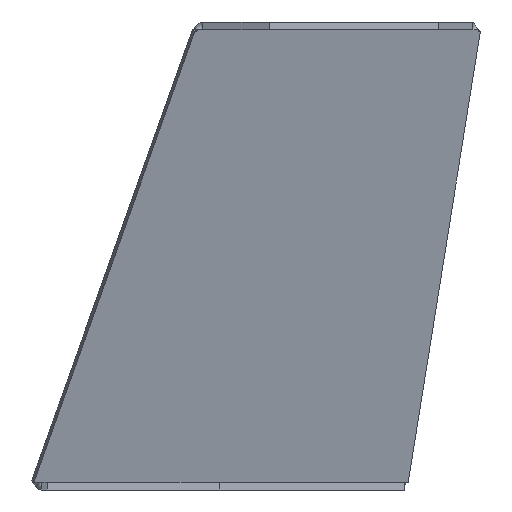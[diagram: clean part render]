
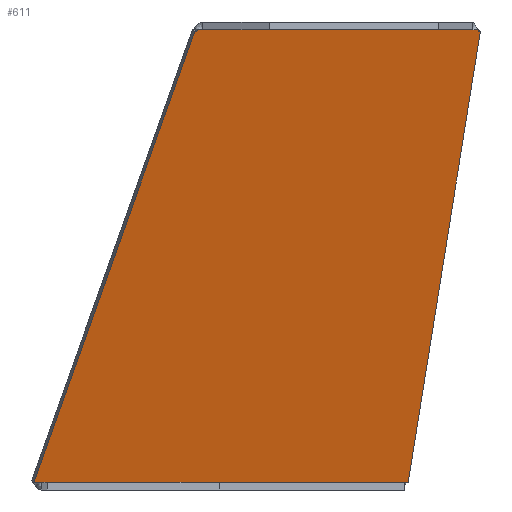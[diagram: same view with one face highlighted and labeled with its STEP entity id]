
A CAD part, left-side view. The second image highlights one B-rep face of the part: STEP entity #611.
In plain terms, the highlighted planar face has unit normal (-0.913, -0.292, -0.285).
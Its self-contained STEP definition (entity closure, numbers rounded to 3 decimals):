
#45=DIRECTION('',(-0.305,0.952,0.));
#46=VECTOR('',#45,5.3);
#47=CARTESIAN_POINT('',(-4.224,-8.803,5.));
#48=LINE('',#47,#46);
#53=DIRECTION('',(-0.272,-0.087,0.958));
#54=VECTOR('',#53,1.489);
#55=CARTESIAN_POINT('',(-4.995,-294.507,299.853));
#56=LINE('',#55,#54);
#57=DIRECTION('',(0.305,-0.952,0.));
#58=VECTOR('',#57,1.489);
#59=CARTESIAN_POINT('',(-4.995,-294.507,299.853));
#60=LINE('',#59,#58);
#61=DIRECTION('',(0.25,0.153,-0.956));
#62=VECTOR('',#61,308.396);
#63=CARTESIAN_POINT('',(-4.541,-295.925,299.853));
#64=LINE('',#63,#62);
#65=DIRECTION('',(-0.305,0.952,0.));
#66=VECTOR('',#65,2.614);
#67=CARTESIAN_POINT('',(72.517,-248.687,5.));
#68=LINE('',#67,#66);
#69=DIRECTION('',(-0.184,-0.33,0.926));
#70=VECTOR('',#69,318.497);
#71=CARTESIAN_POINT('',(-5.839,-3.754,5.));
#72=LINE('',#71,#70);
#73=DIRECTION('',(0.305,-0.952,0.));
#74=VECTOR('',#73,1.489);
#75=CARTESIAN_POINT('',(-64.335,-109.016,299.853));
#76=LINE('',#75,#74);
#77=DIRECTION('',(0.272,0.087,-0.958));
#78=VECTOR('',#77,1.489);
#79=CARTESIAN_POINT('',(-64.286,-110.564,301.28));
#80=LINE('',#79,#78);
#81=DIRECTION('',(-0.305,0.952,0.));
#82=VECTOR('',#81,3.728);
#83=CARTESIAN_POINT('',(-63.15,-114.115,301.28));
#84=LINE('',#83,#82);
#85=DIRECTION('',(-0.305,0.952,0.));
#86=VECTOR('',#85,3.728);
#87=CARTESIAN_POINT('',(-5.399,-294.637,301.28));
#88=LINE('',#87,#86);
#137=DIRECTION('',(-0.305,0.952,0.));
#138=VECTOR('',#137,185.806);
#139=CARTESIAN_POINT('',(-6.535,-291.086,301.28));
#140=LINE('',#139,#138);
#287=DIRECTION('',(-0.305,0.952,0.));
#288=VECTOR('',#287,249.246);
#289=CARTESIAN_POINT('',(71.721,-246.197,5.));
#290=LINE('',#289,#288);
#401=CARTESIAN_POINT('',(-5.839,-3.754,5.));
#402=CARTESIAN_POINT('',(-64.335,-109.016,299.853));
#403=VERTEX_POINT('',#401);
#404=VERTEX_POINT('',#402);
#405=CARTESIAN_POINT('',(-4.541,-295.925,299.853));
#406=CARTESIAN_POINT('',(72.517,-248.687,5.));
#407=VERTEX_POINT('',#405);
#408=VERTEX_POINT('',#406);
#409=CARTESIAN_POINT('',(-4.224,-8.803,5.));
#410=VERTEX_POINT('',#409);
#411=CARTESIAN_POINT('',(71.721,-246.197,5.));
#412=VERTEX_POINT('',#411);
#415=CARTESIAN_POINT('',(-4.995,-294.507,299.853));
#416=VERTEX_POINT('',#415);
#419=CARTESIAN_POINT('',(-63.882,-110.434,299.853));
#420=VERTEX_POINT('',#419);
#431=CARTESIAN_POINT('',(-63.15,-114.115,301.28));
#433=VERTEX_POINT('',#431);
#437=CARTESIAN_POINT('',(-6.535,-291.086,301.28));
#438=VERTEX_POINT('',#437);
#439=CARTESIAN_POINT('',(-64.286,-110.564,301.28));
#440=VERTEX_POINT('',#439);
#441=CARTESIAN_POINT('',(-5.399,-294.637,301.28));
#442=VERTEX_POINT('',#441);
#581=CARTESIAN_POINT('',(-4.564,-1.46,
-1.427));
#582=DIRECTION('',(0.913,0.292,0.285));
#583=DIRECTION('',(-0.305,0.952,0.));
#584=AXIS2_PLACEMENT_3D('',#581,#582,#583);
#585=PLANE('',#584);
#587=ORIENTED_EDGE('',*,*,#586,.F.);
#589=ORIENTED_EDGE('',*,*,#588,.F.);
#591=ORIENTED_EDGE('',*,*,#590,.T.);
#593=ORIENTED_EDGE('',*,*,#592,.T.);
#595=ORIENTED_EDGE('',*,*,#594,.T.);
#597=ORIENTED_EDGE('',*,*,#596,.T.);
#598=ORIENTED_EDGE('',*,*,#571,.T.);
#600=ORIENTED_EDGE('',*,*,#599,.T.);
#602=ORIENTED_EDGE('',*,*,#601,.T.);
#604=ORIENTED_EDGE('',*,*,#603,.F.);
#606=ORIENTED_EDGE('',*,*,#605,.F.);
#608=ORIENTED_EDGE('',*,*,#607,.F.);
#609=EDGE_LOOP('',(#587,#589,#591,#593,#595,#597,#598,#600,#602,#604,#606,
#608));
#610=FACE_OUTER_BOUND('',#609,.F.);
#611=ADVANCED_FACE('',(#610),#585,.F.);
#571=EDGE_CURVE('',#410,#403,#48,.T.);
#586=EDGE_CURVE('',#442,#438,#88,.T.);
#588=EDGE_CURVE('',#416,#442,#56,.T.);
#590=EDGE_CURVE('',#416,#407,#60,.T.);
#592=EDGE_CURVE('',#407,#408,#64,.T.);
#594=EDGE_CURVE('',#408,#412,#68,.T.);
#596=EDGE_CURVE('',#412,#410,#290,.T.);
#599=EDGE_CURVE('',#403,#404,#72,.T.);
#601=EDGE_CURVE('',#404,#420,#76,.T.);
#603=EDGE_CURVE('',#440,#420,#80,.T.);
#605=EDGE_CURVE('',#433,#440,#84,.T.);
#607=EDGE_CURVE('',#438,#433,#140,.T.);
